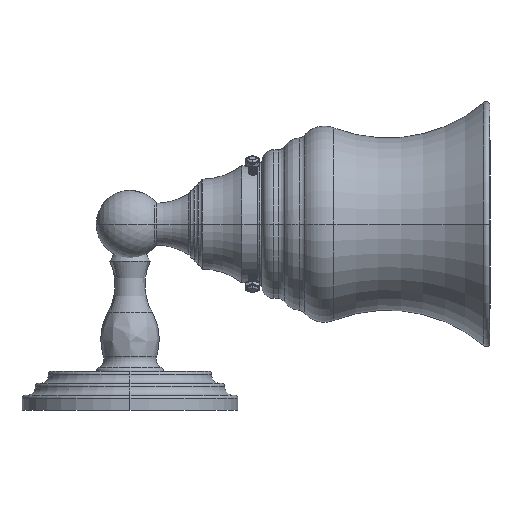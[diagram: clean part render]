
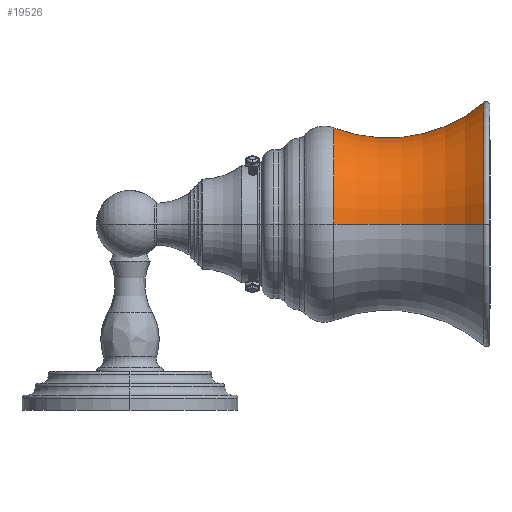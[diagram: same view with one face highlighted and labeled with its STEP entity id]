
A CAD part, left-side view. The second image highlights one B-rep face of the part: STEP entity #19526.
In plain terms, the highlighted toroidal (fillet/blend) face has major radius 124.12 mm and minor radius 78.486 mm.
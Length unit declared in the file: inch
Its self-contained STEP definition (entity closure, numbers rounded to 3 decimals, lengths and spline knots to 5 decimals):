
#3724=CARTESIAN_POINT('',(-6.053,-4.252,3.881));
#3725=DIRECTION('',(0.,1.,0.));
#3726=DIRECTION('',(-1.,0.,0.));
#3727=AXIS2_PLACEMENT_3D('',#3724,#3725,#3726);
#3729=CARTESIAN_POINT('',(-6.053,-7.37663,3.881));
#3730=DIRECTION('',(0.,-1.,0.));
#3731=DIRECTION('',(1.,0.,0.));
#3732=AXIS2_PLACEMENT_3D('',#3729,#3730,#3731);
#3734=CARTESIAN_POINT('',(-10.93961,-5.37389,3.881));
#3735=DIRECTION('',(0.,0.,-1.));
#3736=DIRECTION('',(0.932,0.363,0.));
#3737=AXIS2_PLACEMENT_3D('',#3734,#3735,#3736);
#3744=CARTESIAN_POINT('',(-1.16639,-5.37389,3.881));
#3745=DIRECTION('',(0.,0.,1.));
#3746=DIRECTION('',(-0.932,0.363,0.));
#3747=AXIS2_PLACEMENT_3D('',#3744,#3745,#3746);
#15784=CARTESIAN_POINT('',(-8.06047,-4.252,3.881));
#15785=CARTESIAN_POINT('',(-4.04553,-4.252,3.881));
#15786=VERTEX_POINT('',#15784);
#15787=VERTEX_POINT('',#15785);
#15804=CARTESIAN_POINT('',(-8.58649,-7.37663,3.881));
#15805=VERTEX_POINT('',#15804);
#15806=CARTESIAN_POINT('',(-3.51951,-7.37663,3.881));
#15807=VERTEX_POINT('',#15806);
#19512=CARTESIAN_POINT('',(-6.053,-5.37389,3.881));
#19513=DIRECTION('',(0.,1.,0.));
#19514=DIRECTION('',(1.,0.,0.));
#19515=AXIS2_PLACEMENT_3D('',#19512,#19513,#19514);
#19516=TOROIDAL_SURFACE('',#19515,4.88661,3.09);
#19518=ORIENTED_EDGE('',*,*,#19517,.F.);
#19519=ORIENTED_EDGE('',*,*,#19494,.T.);
#19521=ORIENTED_EDGE('',*,*,#19520,.T.);
#19523=ORIENTED_EDGE('',*,*,#19522,.T.);
#19524=EDGE_LOOP('',(#19518,#19519,#19521,#19523));
#19525=FACE_OUTER_BOUND('',#19524,.F.);
#19526=ADVANCED_FACE('',(#19525),#19516,.F.);
#3728=CIRCLE('',#3727,2.00747);
#3733=CIRCLE('',#3732,2.53349);
#3738=CIRCLE('',#3737,3.09);
#3748=CIRCLE('',#3747,3.09);
#19494=EDGE_CURVE('',#15786,#15787,#3728,.T.);
#19517=EDGE_CURVE('',#15786,#15805,#3738,.T.);
#19520=EDGE_CURVE('',#15787,#15807,#3748,.T.);
#19522=EDGE_CURVE('',#15807,#15805,#3733,.T.);
